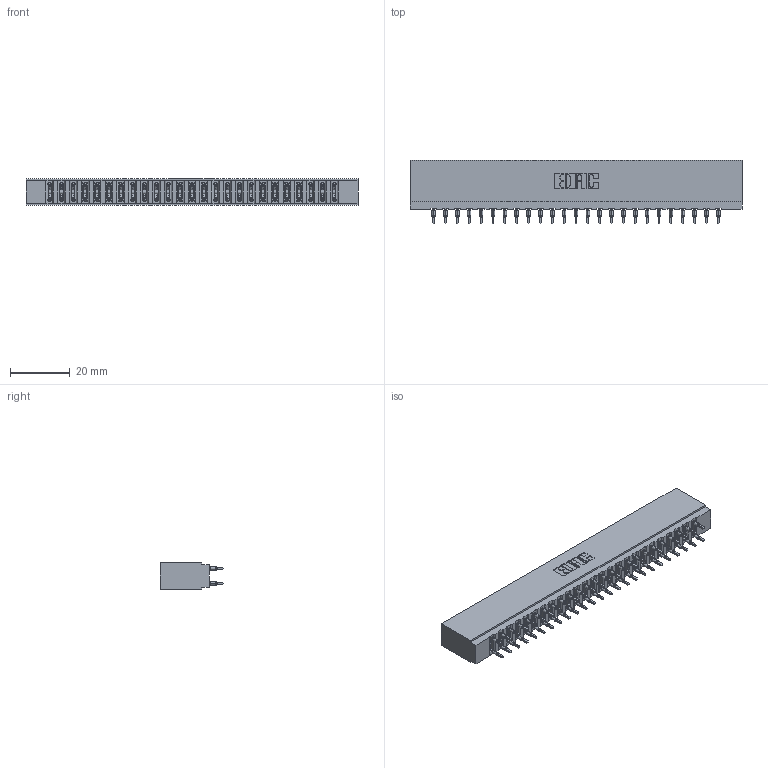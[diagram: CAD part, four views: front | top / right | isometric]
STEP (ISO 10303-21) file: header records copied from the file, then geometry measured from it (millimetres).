
FILE_DESCRIPTION (( 'STEP AP203' ), '1' );
FILE_NAME ('737-050-520-201.STEP', '2020-09-11T04:29:30', ( '' ), ( '' ), 'SwSTEP 2.0', 'SolidWorks 2020', '' );
FILE_SCHEMA (( 'CONFIG_CONTROL_DESIGN' ));
Length unit declared in the file: inch
Products named in the file (3): 737 Part_Insulator Option - 01; 745-292-001_520; 737-050-520-201
Assembly tree (51 placements, depth 2):
  737-050-520-201
    737 Part_Insulator Option - 01
    745-292-001_520  x50
Bounding box: 110.9 x 21.22 x 8.89 mm (x, y, z)
Volume: 11027.1 mm3; surface area: 15385.7 mm2
Topology: 51 solids, 51 shells, 4594 faces, 12355 edges, 7770 vertices
Faces by surface type: plane 2379, bspline 1000, cylinder 915, torus 300
Entity records: 45207 total; most frequent: CARTESIAN_POINT 8355, ORIENTED_EDGE 7756, DIRECTION 6784, EDGE_CURVE 3878, LINE 3546, VECTOR 3546, VERTEX_POINT 2478, AXIS2_PLACEMENT_3D 1619
